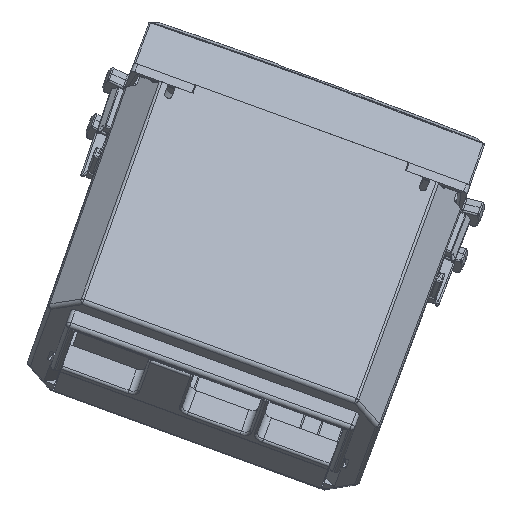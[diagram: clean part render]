
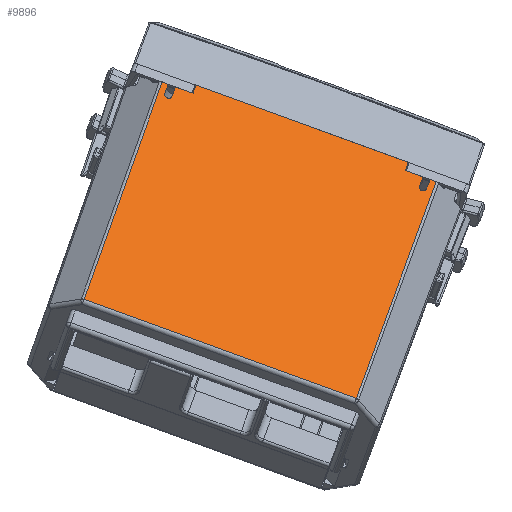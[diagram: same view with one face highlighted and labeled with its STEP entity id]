
A CAD part, left-side view. The second image highlights one B-rep face of the part: STEP entity #9896.
In plain terms, the highlighted face is planar.
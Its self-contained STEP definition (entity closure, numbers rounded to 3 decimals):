
#6039=CARTESIAN_POINT('Vertex',(10.874,18.168,-34.504)) ;
#6042=CARTESIAN_POINT('Line Origine',(10.874,0.248,-34.504)) ;
#6046=CARTESIAN_POINT('Vertex',(10.874,-18.168,-34.504)) ;
#8349=CARTESIAN_POINT('Line Origine',(11.175,-17.896,0.)) ;
#8353=CARTESIAN_POINT('Vertex',(11.175,-17.5,0.)) ;
#8355=CARTESIAN_POINT('Vertex',(11.175,-18.293,0.)) ;
#8601=CARTESIAN_POINT('Vertex',(11.175,17.5,0.)) ;
#8604=CARTESIAN_POINT('Line Origine',(11.175,17.896,0.)) ;
#8608=CARTESIAN_POINT('Vertex',(11.175,18.293,0.)) ;
#8637=CARTESIAN_POINT('Vertex',(11.162,17.473,-1.535)) ;
#8640=CARTESIAN_POINT('Line Origine',(11.168,17.487,-0.767)) ;
#8656=CARTESIAN_POINT('Vertex',(11.162,16.527,-1.535)) ;
#8660=CARTESIAN_POINT('Control Point',(11.162,17.473,-1.535)) ;
#8661=CARTESIAN_POINT('Control Point',(11.159,17.468,-1.829)) ;
#8662=CARTESIAN_POINT('Control Point',(11.156,17.237,-2.131)) ;
#8663=CARTESIAN_POINT('Control Point',(11.156,16.763,-2.131)) ;
#8664=CARTESIAN_POINT('Control Point',(11.159,16.532,-1.829)) ;
#8665=CARTESIAN_POINT('Control Point',(11.162,16.527,-1.535)) ;
#8678=CARTESIAN_POINT('Vertex',(11.175,16.5,0.)) ;
#8681=CARTESIAN_POINT('Line Origine',(11.168,16.513,-0.767)) ;
#8697=CARTESIAN_POINT('Vertex',(11.175,14.175,0.)) ;
#8700=CARTESIAN_POINT('Line Origine',(11.175,15.338,0.)) ;
#8734=CARTESIAN_POINT('Vertex',(11.186,14.153,1.275)) ;
#8738=CARTESIAN_POINT('Control Point',(11.175,14.175,0.)) ;
#8739=CARTESIAN_POINT('Control Point',(11.186,14.153,1.275)) ;
#8830=CARTESIAN_POINT('Vertex',(11.175,-14.175,0.)) ;
#8834=CARTESIAN_POINT('Control Point',(11.175,-14.175,0.)) ;
#8835=CARTESIAN_POINT('Control Point',(11.186,-14.153,1.275)) ;
#8836=CARTESIAN_POINT('Vertex',(11.186,-14.153,1.275)) ;
#8859=CARTESIAN_POINT('Line Origine',(11.175,-15.338,0.)) ;
#8863=CARTESIAN_POINT('Vertex',(11.175,-16.5,0.)) ;
#8882=CARTESIAN_POINT('Vertex',(11.162,-16.527,-1.535)) ;
#8885=CARTESIAN_POINT('Line Origine',(11.168,-16.513,-0.767)) ;
#8901=CARTESIAN_POINT('Vertex',(11.162,-17.473,-1.535)) ;
#8905=CARTESIAN_POINT('Control Point',(11.162,-17.473,-1.535)) ;
#8906=CARTESIAN_POINT('Control Point',(11.159,-17.468,-1.829)) ;
#8907=CARTESIAN_POINT('Control Point',(11.156,-17.237,-2.131)) ;
#8908=CARTESIAN_POINT('Control Point',(11.156,-16.763,-2.131)) ;
#8909=CARTESIAN_POINT('Control Point',(11.159,-16.532,-1.829)) ;
#8910=CARTESIAN_POINT('Control Point',(11.162,-16.527,-1.535)) ;
#8919=CARTESIAN_POINT('Line Origine',(11.168,-17.487,-0.767)) ;
#9860=CARTESIAN_POINT('Axis2P3D Location',(11.175,0.,0.)) ;
#9866=CARTESIAN_POINT('Control Point',(11.175,-18.293,0.)) ;
#9867=CARTESIAN_POINT('Control Point',(10.874,-18.168,-34.504)) ;
#9870=CARTESIAN_POINT('Control Point',(11.175,18.293,0.)) ;
#9871=CARTESIAN_POINT('Control Point',(10.874,18.168,-34.504)) ;
#9873=CARTESIAN_POINT('Line Origine',(11.186,0.,1.275)) ;
#6043=DIRECTION('Vector Direction',(0.,-1.,0.)) ;
#8350=DIRECTION('Vector Direction',(0.,-1.,0.)) ;
#8605=DIRECTION('Vector Direction',(0.,1.,0.)) ;
#8641=DIRECTION('Vector Direction',(-0.009,-0.017,-1.)) ;
#8682=DIRECTION('Vector Direction',(-0.009,0.017,-1.)) ;
#8701=DIRECTION('Vector Direction',(0.,1.,0.)) ;
#8860=DIRECTION('Vector Direction',(0.,-1.,0.)) ;
#8886=DIRECTION('Vector Direction',(-0.009,-0.017,-1.)) ;
#8920=DIRECTION('Vector Direction',(-0.009,0.017,-1.)) ;
#9861=DIRECTION('Axis2P3D Direction',(-1.,0.,0.009)) ;
#9862=DIRECTION('Axis2P3D XDirection',(0.,-1.,0.)) ;
#9874=DIRECTION('Vector Direction',(0.,-1.,0.)) ;
#9863=AXIS2_PLACEMENT_3D('Plane Axis2P3D',#9860,#9861,#9862) ;
#9879=ORIENTED_EDGE('',*,*,#9868,.F.) ;
#9880=ORIENTED_EDGE('',*,*,#6048,.F.) ;
#9881=ORIENTED_EDGE('',*,*,#9872,.F.) ;
#9882=ORIENTED_EDGE('',*,*,#8610,.F.) ;
#9883=ORIENTED_EDGE('',*,*,#8644,.T.) ;
#9884=ORIENTED_EDGE('',*,*,#8666,.T.) ;
#9885=ORIENTED_EDGE('',*,*,#8685,.F.) ;
#9886=ORIENTED_EDGE('',*,*,#8704,.F.) ;
#9887=ORIENTED_EDGE('',*,*,#8740,.T.) ;
#9888=ORIENTED_EDGE('',*,*,#9877,.F.) ;
#9889=ORIENTED_EDGE('',*,*,#8838,.T.) ;
#9890=ORIENTED_EDGE('',*,*,#8865,.T.) ;
#9891=ORIENTED_EDGE('',*,*,#8889,.T.) ;
#9892=ORIENTED_EDGE('',*,*,#8911,.F.) ;
#9893=ORIENTED_EDGE('',*,*,#8923,.F.) ;
#9894=ORIENTED_EDGE('',*,*,#8357,.T.) ;
#6044=VECTOR('Line Direction',#6043,1.) ;
#8351=VECTOR('Line Direction',#8350,1.) ;
#8606=VECTOR('Line Direction',#8605,1.) ;
#8642=VECTOR('Line Direction',#8641,1.) ;
#8683=VECTOR('Line Direction',#8682,1.) ;
#8702=VECTOR('Line Direction',#8701,1.) ;
#8861=VECTOR('Line Direction',#8860,1.) ;
#8887=VECTOR('Line Direction',#8886,1.) ;
#8921=VECTOR('Line Direction',#8920,1.) ;
#9875=VECTOR('Line Direction',#9874,1.) ;
#9896=ADVANCED_FACE('PartBody',(#9895),#9864,.F.) ;
#8659=B_SPLINE_CURVE_WITH_KNOTS('',5,(#8660,#8661,#8662,#8663,#8664,#8665),.UNSPECIFIED.,.F.,.U.,(6,6),(0.,2.079),.UNSPECIFIED.) ;
#8737=B_SPLINE_CURVE_WITH_KNOTS('',1,(#8738,#8739),.UNSPECIFIED.,.F.,.U.,(2,2),(-0.638,0.638),.UNSPECIFIED.) ;
#8833=B_SPLINE_CURVE_WITH_KNOTS('',1,(#8834,#8835),.UNSPECIFIED.,.F.,.U.,(2,2),(-0.638,0.638),.UNSPECIFIED.) ;
#8904=B_SPLINE_CURVE_WITH_KNOTS('',5,(#8905,#8906,#8907,#8908,#8909,#8910),.UNSPECIFIED.,.F.,.U.,(6,6),(0.,2.079),.UNSPECIFIED.) ;
#9865=B_SPLINE_CURVE_WITH_KNOTS('',1,(#9866,#9867),.UNSPECIFIED.,.F.,.U.,(2,2),(-16.464,18.042),.UNSPECIFIED.) ;
#9869=B_SPLINE_CURVE_WITH_KNOTS('',1,(#9870,#9871),.UNSPECIFIED.,.F.,.U.,(2,2),(-16.464,18.042),.UNSPECIFIED.) ;
#6048=EDGE_CURVE('',#6040,#6047,#6045,.T.) ;
#8357=EDGE_CURVE('',#8354,#8356,#8352,.T.) ;
#8610=EDGE_CURVE('',#8602,#8609,#8607,.T.) ;
#8644=EDGE_CURVE('',#8602,#8638,#8643,.T.) ;
#8666=EDGE_CURVE('',#8638,#8657,#8659,.T.) ;
#8685=EDGE_CURVE('',#8679,#8657,#8684,.T.) ;
#8704=EDGE_CURVE('',#8698,#8679,#8703,.T.) ;
#8740=EDGE_CURVE('',#8698,#8735,#8737,.T.) ;
#8838=EDGE_CURVE('',#8837,#8831,#8833,.F.) ;
#8865=EDGE_CURVE('',#8831,#8864,#8862,.T.) ;
#8889=EDGE_CURVE('',#8864,#8883,#8888,.T.) ;
#8911=EDGE_CURVE('',#8902,#8883,#8904,.T.) ;
#8923=EDGE_CURVE('',#8354,#8902,#8922,.T.) ;
#9868=EDGE_CURVE('',#6047,#8356,#9865,.F.) ;
#9872=EDGE_CURVE('',#8609,#6040,#9869,.T.) ;
#9877=EDGE_CURVE('',#8837,#8735,#9876,.F.) ;
#9878=EDGE_LOOP('',(#9879,#9880,#9881,#9882,#9883,#9884,#9885,#9886,#9887,#9888,#9889,#9890,#9891,#9892,#9893,#9894)) ;
#9895=FACE_OUTER_BOUND('',#9878,.T.) ;
#6045=LINE('Line',#6042,#6044) ;
#8352=LINE('Line',#8349,#8351) ;
#8607=LINE('Line',#8604,#8606) ;
#8643=LINE('Line',#8640,#8642) ;
#8684=LINE('Line',#8681,#8683) ;
#8703=LINE('Line',#8700,#8702) ;
#8862=LINE('Line',#8859,#8861) ;
#8888=LINE('Line',#8885,#8887) ;
#8922=LINE('Line',#8919,#8921) ;
#9876=LINE('Line',#9873,#9875) ;
#9864=PLANE('',#9863) ;
#6040=VERTEX_POINT('',#6039) ;
#6047=VERTEX_POINT('',#6046) ;
#8354=VERTEX_POINT('',#8353) ;
#8356=VERTEX_POINT('',#8355) ;
#8602=VERTEX_POINT('',#8601) ;
#8609=VERTEX_POINT('',#8608) ;
#8638=VERTEX_POINT('',#8637) ;
#8657=VERTEX_POINT('',#8656) ;
#8679=VERTEX_POINT('',#8678) ;
#8698=VERTEX_POINT('',#8697) ;
#8735=VERTEX_POINT('',#8734) ;
#8831=VERTEX_POINT('',#8830) ;
#8837=VERTEX_POINT('',#8836) ;
#8864=VERTEX_POINT('',#8863) ;
#8883=VERTEX_POINT('',#8882) ;
#8902=VERTEX_POINT('',#8901) ;
